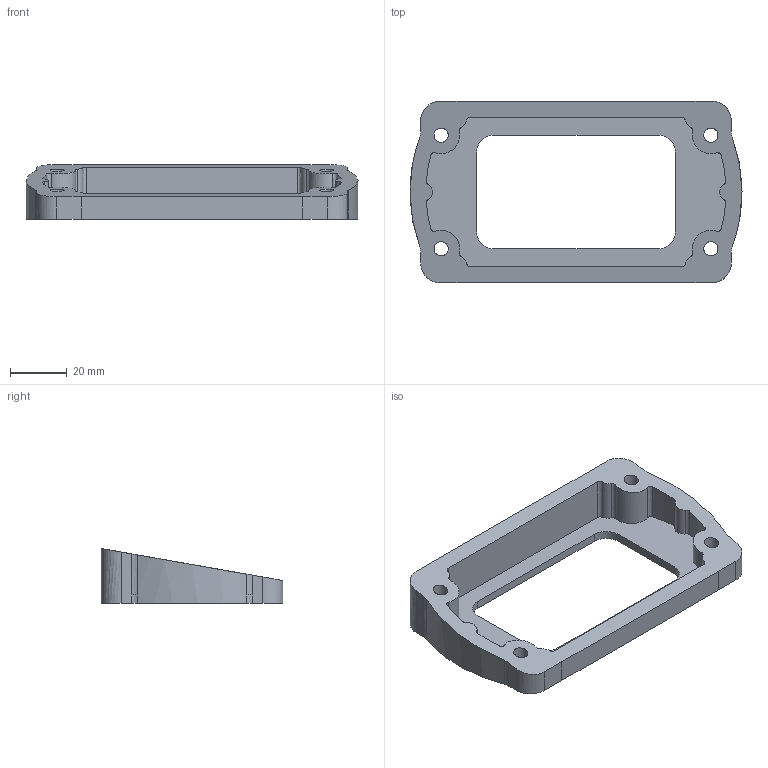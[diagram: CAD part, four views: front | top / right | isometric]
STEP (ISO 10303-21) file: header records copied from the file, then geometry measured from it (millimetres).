
FILE_DESCRIPTION (( 'STEP AP203' ), '1' );
FILE_NAME ('TK060.831.STEP', '2018-06-08T12:46:02', ( '' ), ( '' ), 'SwSTEP 2.0', 'SolidWorks 2018', '' );
FILE_SCHEMA (( 'CONFIG_CONTROL_DESIGN' ));
Length unit declared in the file: millimetre
Products named in the file (1): TK060.831
Bounding box: 116.91 x 64.02 x 19.36 mm (x, y, z)
Volume: 36167.4 mm3; surface area: 17922.7 mm2
Topology: 1 solids, 1 shells, 78 faces, 225 edges, 150 vertices
Faces by surface type: bspline 34, cylinder 25, plane 19
Entity records: 3547 total; most frequent: CARTESIAN_POINT 1659, ORIENTED_EDGE 450, DIRECTION 259, EDGE_CURVE 225, VERTEX_POINT 150, VECTOR 111, LINE 111, EDGE_LOOP 89
